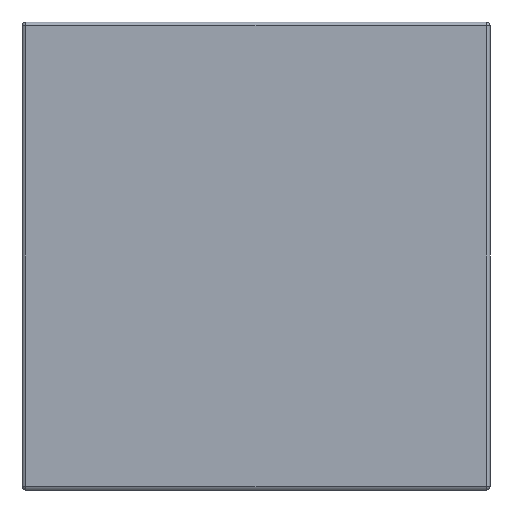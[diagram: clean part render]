
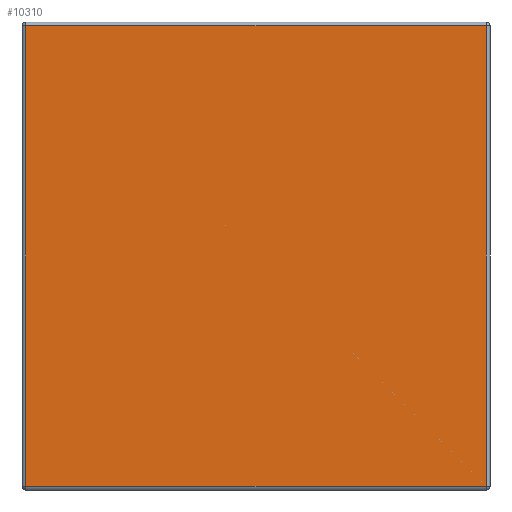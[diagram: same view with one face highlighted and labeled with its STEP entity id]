
A CAD part, front view. The second image highlights one B-rep face of the part: STEP entity #10310.
In plain terms, the highlighted planar face has unit normal (0, -1, 0).
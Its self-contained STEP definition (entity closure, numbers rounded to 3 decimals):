
#822 = DIRECTION ( 'NONE',  ( 0., 0., -1. ) ) ;
#1125 = EDGE_CURVE ( 'NONE', #5068, #13880, #3147, .T. ) ;
#1553 = LINE ( 'NONE', #8505, #9269 ) ;
#2339 = CARTESIAN_POINT ( 'NONE',  ( 59., -50., -119. ) ) ;
#2516 = LINE ( 'NONE', #20499, #5061 ) ;
#3014 = ORIENTED_EDGE ( 'NONE', *, *, #16172, .T. ) ;
#3147 = LINE ( 'NONE', #8081, #6307 ) ;
#5061 = VECTOR ( 'NONE', #12320, 1000. ) ;
#5068 = VERTEX_POINT ( 'NONE', #19906 ) ;
#5130 = ORIENTED_EDGE ( 'NONE', *, *, #15750, .T. ) ;
#5615 = LINE ( 'NONE', #12189, #20528 ) ;
#5866 = FACE_OUTER_BOUND ( 'NONE', #11015, .T. ) ;
#6307 = VECTOR ( 'NONE', #11219, 1000. ) ;
#7782 = ORIENTED_EDGE ( 'NONE', *, *, #1125, .T. ) ;
#8081 = CARTESIAN_POINT ( 'NONE',  ( -60., -50., -1. ) ) ;
#8505 = CARTESIAN_POINT ( 'NONE',  ( 60., -50., -119. ) ) ;
#8724 = AXIS2_PLACEMENT_3D ( 'NONE', #11025, #12439, #822 ) ;
#9269 = VECTOR ( 'NONE', #20027, 1000. ) ;
#10310 = ADVANCED_FACE ( 'NONE', ( #5866 ), #20821, .T. ) ;
#10572 = DIRECTION ( 'NONE',  ( 0., 0., -1. ) ) ;
#11015 = EDGE_LOOP ( 'NONE', ( #11970, #5130, #7782, #3014 ) ) ;
#11025 = CARTESIAN_POINT ( 'NONE',  ( -60., -50., -1.6 ) ) ;
#11219 = DIRECTION ( 'NONE',  ( -1., 0., 0. ) ) ;
#11970 = ORIENTED_EDGE ( 'NONE', *, *, #17427, .T. ) ;
#12189 = CARTESIAN_POINT ( 'NONE',  ( -59., -50., -1.6 ) ) ;
#12320 = DIRECTION ( 'NONE',  ( 0., 0., 1. ) ) ;
#12439 = DIRECTION ( 'NONE',  ( 0., -1., 0. ) ) ;
#13249 = VERTEX_POINT ( 'NONE', #2339 ) ;
#13880 = VERTEX_POINT ( 'NONE', #14350 ) ;
#14330 = VERTEX_POINT ( 'NONE', #19911 ) ;
#14350 = CARTESIAN_POINT ( 'NONE',  ( -59., -50., -1. ) ) ;
#15750 = EDGE_CURVE ( 'NONE', #13249, #5068, #2516, .T. ) ;
#16172 = EDGE_CURVE ( 'NONE', #13880, #14330, #5615, .T. ) ;
#17427 = EDGE_CURVE ( 'NONE', #14330, #13249, #1553, .T. ) ;
#19906 = CARTESIAN_POINT ( 'NONE',  ( 59., -50., -1. ) ) ;
#19911 = CARTESIAN_POINT ( 'NONE',  ( -59., -50., -119. ) ) ;
#20027 = DIRECTION ( 'NONE',  ( 1., 0., 0. ) ) ;
#20499 = CARTESIAN_POINT ( 'NONE',  ( 59., -50., 0. ) ) ;
#20528 = VECTOR ( 'NONE', #10572, 1000. ) ;
#20821 = PLANE ( 'NONE',  #8724 ) ;
